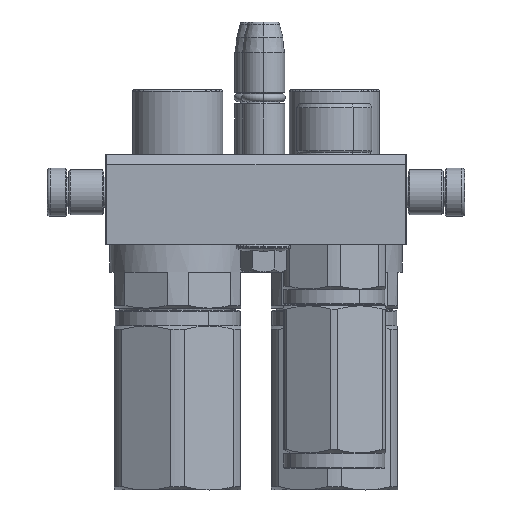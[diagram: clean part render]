
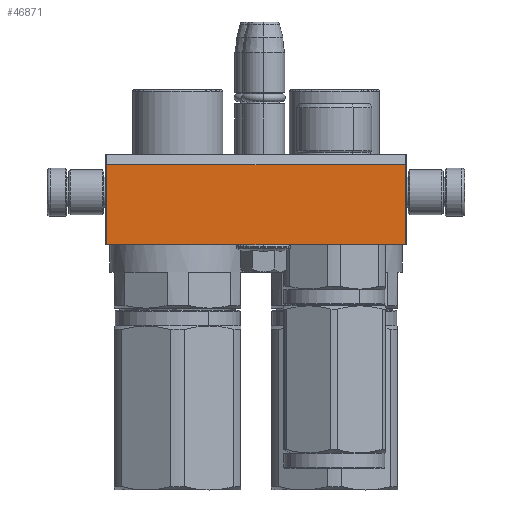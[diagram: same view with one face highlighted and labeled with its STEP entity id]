
A CAD part, left-side view. The second image highlights one B-rep face of the part: STEP entity #46871.
In plain terms, the highlighted face is planar.
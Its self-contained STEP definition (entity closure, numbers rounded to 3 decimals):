
#1657 = VERTEX_POINT ( 'NONE', #5054 ) ;
#2249 = VERTEX_POINT ( 'NONE', #31247 ) ;
#5054 = CARTESIAN_POINT ( 'NONE',  ( 49.5, 11.536, 56. ) ) ;
#5082 = VECTOR ( 'NONE', #45054, 1000. ) ;
#5709 = ORIENTED_EDGE ( 'NONE', *, *, #45492, .F. ) ;
#10268 = VERTEX_POINT ( 'NONE', #24675 ) ;
#18300 = PLANE ( 'NONE',  #43397 ) ;
#18313 = LINE ( 'NONE', #41858, #34208 ) ;
#19437 = CARTESIAN_POINT ( 'NONE',  ( -49.5, 11.536, 56. ) ) ;
#19862 = VECTOR ( 'NONE', #35865, 1000. ) ;
#20152 = EDGE_CURVE ( 'NONE', #10268, #22462, #47195, .T. ) ;
#21362 = VECTOR ( 'NONE', #54726, 1000. ) ;
#22462 = VERTEX_POINT ( 'NONE', #19437 ) ;
#24164 = FACE_OUTER_BOUND ( 'NONE', #42993, .T. ) ;
#24675 = CARTESIAN_POINT ( 'NONE',  ( -49.5, -15., 56. ) ) ;
#29678 = ORIENTED_EDGE ( 'NONE', *, *, #61839, .T. ) ;
#31247 = CARTESIAN_POINT ( 'NONE',  ( 49.5, -15., 56. ) ) ;
#34208 = VECTOR ( 'NONE', #46990, 1000. ) ;
#35865 = DIRECTION ( 'NONE',  ( 0., 1., 0. ) ) ;
#36904 = ORIENTED_EDGE ( 'NONE', *, *, #20152, .F. ) ;
#37577 = CARTESIAN_POINT ( 'NONE',  ( -50., -15., 56. ) ) ;
#41858 = CARTESIAN_POINT ( 'NONE',  ( -49.5, 11.536, 56. ) ) ;
#42993 = EDGE_LOOP ( 'NONE', ( #29678, #48555, #5709, #36904 ) ) ;
#43397 = AXIS2_PLACEMENT_3D ( 'NONE', #37577, #47555, #52401 ) ;
#44850 = CARTESIAN_POINT ( 'NONE',  ( 49.5, -15., 56. ) ) ;
#45054 = DIRECTION ( 'NONE',  ( 0., 1., 0. ) ) ;
#45492 = EDGE_CURVE ( 'NONE', #22462, #1657, #18313, .T. ) ;
#46871 = ADVANCED_FACE ( 'NONE', ( #24164 ), #18300, .T. ) ;
#46990 = DIRECTION ( 'NONE',  ( 1., 0., 0. ) ) ;
#47195 = LINE ( 'NONE', #54761, #19862 ) ;
#47555 = DIRECTION ( 'NONE',  ( 0., 0., 1. ) ) ;
#48555 = ORIENTED_EDGE ( 'NONE', *, *, #50250, .T. ) ;
#50250 = EDGE_CURVE ( 'NONE', #2249, #1657, #53581, .T. ) ;
#52401 = DIRECTION ( 'NONE',  ( 1., 0., 0. ) ) ;
#53581 = LINE ( 'NONE', #44850, #5082 ) ;
#53950 = LINE ( 'NONE', #59755, #21362 ) ;
#54726 = DIRECTION ( 'NONE',  ( 1., 0., 0. ) ) ;
#54761 = CARTESIAN_POINT ( 'NONE',  ( -49.5, -15., 56. ) ) ;
#59755 = CARTESIAN_POINT ( 'NONE',  ( -49.5, -15., 56. ) ) ;
#61839 = EDGE_CURVE ( 'NONE', #10268, #2249, #53950, .T. ) ;
